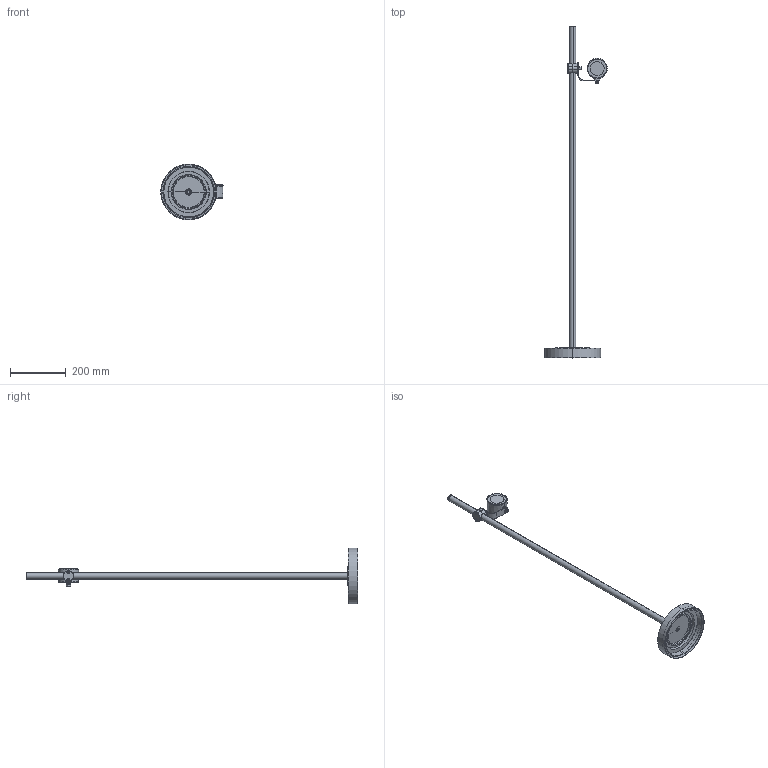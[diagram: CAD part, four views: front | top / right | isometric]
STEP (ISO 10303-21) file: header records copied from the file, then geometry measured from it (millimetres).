
FILE_DESCRIPTION (( 'STEP AP203' ), '1' );
FILE_NAME ('MOSS_PORTABLE.STEP', '2024-02-06T08:30:52', ( '' ), ( '' ), 'SwSTEP 2.0', 'SolidWorks 2022', '' );
FILE_SCHEMA (( 'CONFIG_CONTROL_DESIGN' ));
Length unit declared in the file: millimetre
Products named in the file (22): NAKR KOŁP M6 DIN917_kg; POD SPR Z 6,1_rs_PreviewCfg; WKR STOZ IMB M5x_rs_x30; MOSS_PORTABLE; DŁAWICA M12x1.5 MET_Komp_rs; M179C_Korpus kpl_kg_Korpus z blokadą M179D; Cybant COMO_COM-209-1-02_Obróbka; Cybant COMO_COM-209-1-02; GNIAZ_M6x_M6x10; DŁAWICA M12x1.5 MET_Korpus_rs; DŁAWICA M12x1.5 MET_Oring_rs; DŁAWICA M12x1.5 MET_Nakrętka_rs; W 7_KRĄŻEK 1_M 8890HIT_rs_M218_sr; M179C_Korpus odl_kg_M179D obr w1_kg; Wkr docisk b łba M6x_rs_M6x15_kołek; Korek OSLO; Rurka fi22x1,5x1150; M179C_Kpl_kg_M218; M179_Wspornik_kg_Wspornik z regulacją kąta; DŁAWICA M12x1.5 MET_Uszczelka_rs; plain washer grade a_din_Washer DIN 125 - A 6.4; M179C_Szybka_kg
Assembly tree (22 placements, depth 5):
  MOSS_PORTABLE
    W 7_KRĄŻEK 1_M 8890HIT_rs_M218_sr
    Cybant COMO_COM-209-1-02
    Cybant COMO_COM-209-1-02_Obróbka
    M179C_Kpl_kg_M218
      M179C_Korpus kpl_kg_Korpus z blokadą M179D
        M179C_Korpus odl_kg_M179D obr w1_kg
        DŁAWICA M12x1.5 MET_Komp_rs
          DŁAWICA M12x1.5 MET_Korpus_rs
          DŁAWICA M12x1.5 MET_Uszczelka_rs
          DŁAWICA M12x1.5 MET_Oring_rs
          DŁAWICA M12x1.5 MET_Nakrętka_rs
        M179C_Szybka_kg
      M179_Wspornik_kg_Wspornik z regulacją kąta
      GNIAZ_M6x_M6x10
      POD SPR Z 6,1_rs_PreviewCfg
    Korek OSLO
    Wkr docisk b łba M6x_rs_M6x15_kołek
    NAKR KOŁP M6 DIN917_kg
    WKR STOZ IMB M5x_rs_x30  x2
    plain washer grade a_din_Washer DIN 125 - A 6.4
    Rurka fi22x1,5x1150
Bounding box: 223.82 x 1187.58 x 200 mm (x, y, z)
Volume: 583574.9 mm3; surface area: 329654.8 mm2
Topology: 20 solids, 20 shells, 1004 faces, 2520 edges, 1607 vertices
Faces by surface type: plane 548, cylinder 136, bspline 131, cone 96, torus 80, sphere 13
Entity records: 39642 total; most frequent: CARTESIAN_POINT 14338, ORIENTED_EDGE 4904, DIRECTION 4428, EDGE_CURVE 2452, VERTEX_POINT 1579, VECTOR 1554, LINE 1554, AXIS2_PLACEMENT_3D 1437
